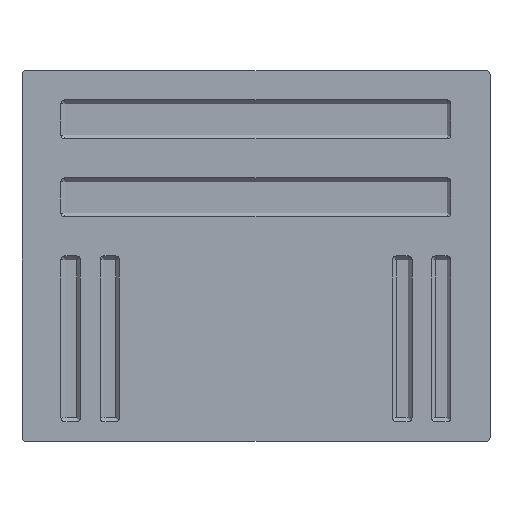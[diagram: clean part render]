
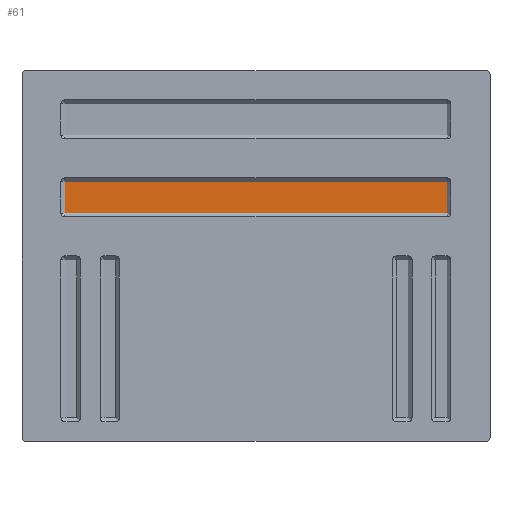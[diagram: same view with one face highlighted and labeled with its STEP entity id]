
A CAD part, top view. The second image highlights one B-rep face of the part: STEP entity #61.
In plain terms, the highlighted planar face has unit normal (0, 0, 1).
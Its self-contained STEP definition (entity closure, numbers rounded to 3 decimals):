
#61=ADVANCED_FACE('',(#215),#217,.T.);
#215=FACE_BOUND('',#216,.T.);
#216=EDGE_LOOP('',(#1108,#1109,#1110,#1111));
#217=PLANE('',#218);
#218=AXIS2_PLACEMENT_3D('',#219,#220,#221);
#219=CARTESIAN_POINT('',(0.,0.,1.));
#220=DIRECTION('',(0.,0.,1.));
#221=DIRECTION('',(-1.,0.,0.));
#1108=ORIENTED_EDGE('',*,*,#1380,.T.);
#1109=ORIENTED_EDGE('',*,*,#1381,.T.);
#1110=ORIENTED_EDGE('',*,*,#1382,.T.);
#1111=ORIENTED_EDGE('',*,*,#1383,.T.);
#1380=EDGE_CURVE('',#1604,#1605,#1606,.T.);
#1381=EDGE_CURVE('',#1605,#1607,#1608,.T.);
#1382=EDGE_CURVE('',#1607,#1609,#1610,.T.);
#1383=EDGE_CURVE('',#1609,#1604,#1611,.T.);
#1604=VERTEX_POINT('',#2044);
#1605=VERTEX_POINT('',#2045);
#1606=LINE('',#2046,#2047);
#1607=VERTEX_POINT('',#2049);
#1608=LINE('',#2050,#2051);
#1609=VERTEX_POINT('',#2053);
#1610=LINE('',#2054,#2055);
#1611=LINE('',#2057,#2058);
#2044=CARTESIAN_POINT('',(-49.,19.,1.));
#2045=CARTESIAN_POINT('',(-49.,11.,1.));
#2046=CARTESIAN_POINT('',(-49.,19.,1.));
#2047=VECTOR('',#2048,1.);
#2048=DIRECTION('',(0.,-1.,0.));
#2049=CARTESIAN_POINT('',(49.,11.,1.));
#2050=CARTESIAN_POINT('',(-49.,11.,1.));
#2051=VECTOR('',#2052,1.);
#2052=DIRECTION('',(1.,0.,0.));
#2053=CARTESIAN_POINT('',(49.,19.,1.));
#2054=CARTESIAN_POINT('',(49.,11.,1.));
#2055=VECTOR('',#2056,1.);
#2056=DIRECTION('',(0.,1.,0.));
#2057=CARTESIAN_POINT('',(49.,19.,1.));
#2058=VECTOR('',#2059,1.);
#2059=DIRECTION('',(-1.,0.,0.));
